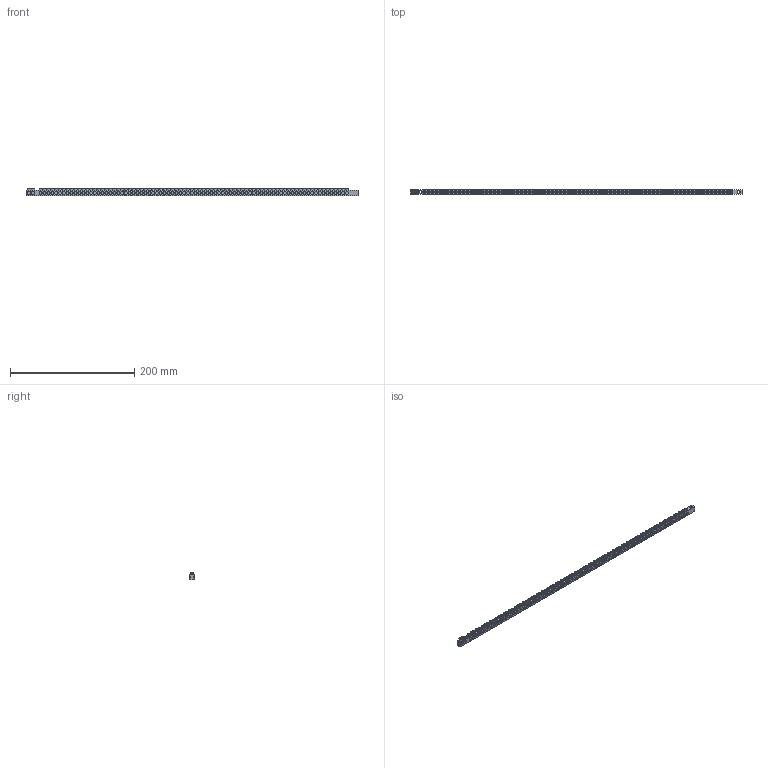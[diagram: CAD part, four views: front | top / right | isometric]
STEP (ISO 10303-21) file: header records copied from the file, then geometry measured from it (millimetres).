
FILE_DESCRIPTION (( 'STEP AP203' ), '1' );
FILE_NAME ('6,5x9 - 82 Delikli Pano Topraklama Klemensi.STEP', '2018-11-30T13:54:39', ( '' ), ( '' ), 'SwSTEP 2.0', 'SolidWorks 2011', '' );
FILE_SCHEMA (( 'CONFIG_CONTROL_DESIGN' ));
Length unit declared in the file: millimetre
Products named in the file (1): 6,5x9 - 82 Delikli Pano Topraklama Klemensi
Bounding box: 535 x 6.5 x 12 mm (x, y, z)
Volume: 32757.5 mm3; surface area: 22326.6 mm2
Topology: 1 solids, 1 shells, 1732 faces, 4452 edges, 2968 vertices
Faces by surface type: plane 1236, cylinder 496
Entity records: 52861 total; most frequent: CARTESIAN_POINT 10137, DIRECTION 8910, ORIENTED_EDGE 8904, EDGE_CURVE 4452, AXIS2_PLACEMENT_3D 3053, VERTEX_POINT 2968, LINE 2804, VECTOR 2804
